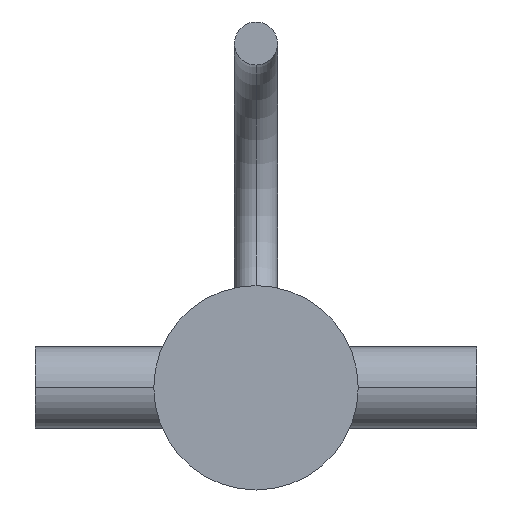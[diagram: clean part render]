
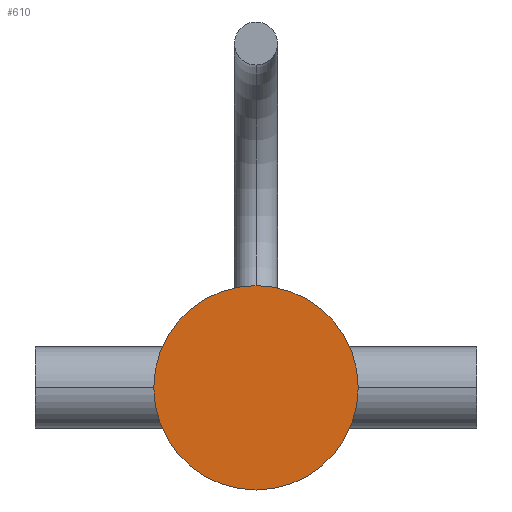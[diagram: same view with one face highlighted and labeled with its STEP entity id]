
A CAD part, front view. The second image highlights one B-rep face of the part: STEP entity #610.
In plain terms, the highlighted planar face has unit normal (0, -1, 0).
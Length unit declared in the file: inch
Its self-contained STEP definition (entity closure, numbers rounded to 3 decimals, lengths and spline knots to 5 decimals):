
#2=CARTESIAN_POINT('',(0.,0.,0.));
#3=DIRECTION('',(0.,-1.,0.));
#4=DIRECTION('',(0.,0.,1.));
#5=AXIS2_PLACEMENT_3D('',#2,#3,#4);
#12=CARTESIAN_POINT('',(0.,0.,0.));
#13=DIRECTION('',(0.,1.,0.));
#14=DIRECTION('',(0.,0.,1.));
#15=AXIS2_PLACEMENT_3D('',#12,#13,#14);
#512=CARTESIAN_POINT('',(0.,0.,1.1875));
#513=CARTESIAN_POINT('',(0.,0.,-1.1875));
#514=VERTEX_POINT('',#512);
#515=VERTEX_POINT('',#513);
#600=CARTESIAN_POINT('',(0.,0.,0.));
#601=DIRECTION('',(0.,-1.,0.));
#602=DIRECTION('',(0.,0.,-1.));
#603=AXIS2_PLACEMENT_3D('',#600,#601,#602);
#604=PLANE('',#603);
#605=ORIENTED_EDGE('',*,*,#589,.F.);
#607=ORIENTED_EDGE('',*,*,#606,.T.);
#608=EDGE_LOOP('',(#605,#607));
#609=FACE_OUTER_BOUND('',#608,.F.);
#610=ADVANCED_FACE('',(#609),#604,.T.);
#6=CIRCLE('',#5,1.1875);
#16=CIRCLE('',#15,1.1875);
#589=EDGE_CURVE('',#514,#515,#6,.T.);
#606=EDGE_CURVE('',#514,#515,#16,.T.);
